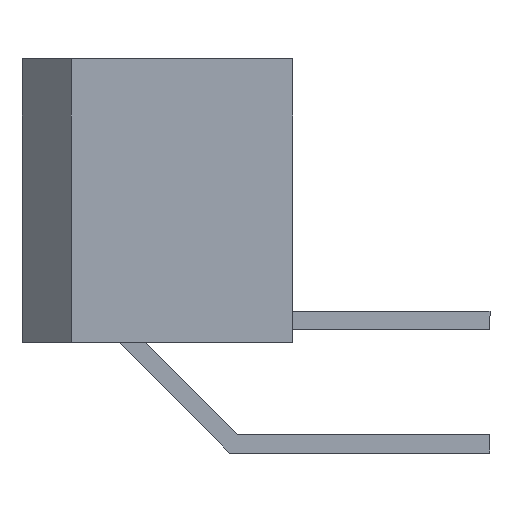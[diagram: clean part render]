
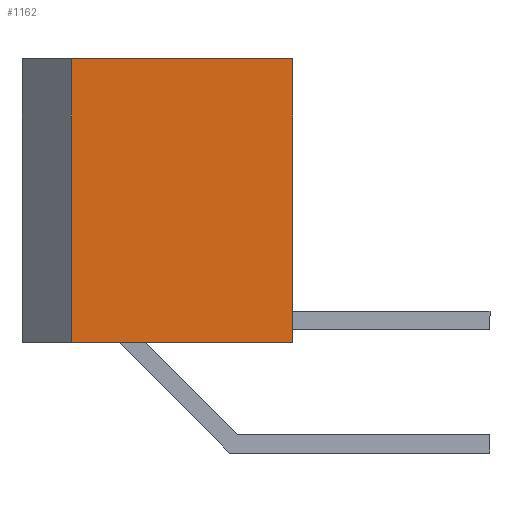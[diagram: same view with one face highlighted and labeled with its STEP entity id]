
A CAD part, left-side view. The second image highlights one B-rep face of the part: STEP entity #1162.
In plain terms, the highlighted planar face has unit normal (-1, 0, 0).
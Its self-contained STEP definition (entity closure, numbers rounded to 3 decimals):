
#131 = ORIENTED_EDGE ( 'NONE', *, *, #847, .F. ) ;
#736 = ORIENTED_EDGE ( 'NONE', *, *, #1170, .F. ) ;
#758 = EDGE_CURVE ( 'NONE', #1175, #823, #3234, .T. ) ;
#766 = ORIENTED_EDGE ( 'NONE', *, *, #784, .F. ) ;
#774 = ORIENTED_EDGE ( 'NONE', *, *, #758, .T. ) ;
#784 = EDGE_CURVE ( 'NONE', #1169, #851, #3293, .T. ) ;
#823 = VERTEX_POINT ( 'NONE', #3345 ) ;
#847 = EDGE_CURVE ( 'NONE', #851, #823, #3407, .T. ) ;
#851 = VERTEX_POINT ( 'NONE', #3403 ) ;
#1161 = EDGE_LOOP ( 'NONE', ( #736, #774, #131, #766 ) ) ;
#1162 = ADVANCED_FACE ( 'NONE', ( #4360 ), #4397, .T. ) ;
#1169 = VERTEX_POINT ( 'NONE', #4425 ) ;
#1170 = EDGE_CURVE ( 'NONE', #1175, #1169, #4424, .T. ) ;
#1175 = VERTEX_POINT ( 'NONE', #4414 ) ;
#3231 = DIRECTION ( 'NONE',  ( 0., 0., -1. ) ) ;
#3232 = VECTOR ( 'NONE', #3231, 1000. ) ;
#3233 = CARTESIAN_POINT ( 'NONE',  ( -6.2, 4.4, -1.3 ) ) ;
#3234 = LINE ( 'NONE', #3233, #3232 ) ;
#3290 = DIRECTION ( 'NONE',  ( 0., 0., -1. ) ) ;
#3291 = VECTOR ( 'NONE', #3290, 1000. ) ;
#3292 = CARTESIAN_POINT ( 'NONE',  ( -6.2, 0.8, 3.3 ) ) ;
#3293 = LINE ( 'NONE', #3292, #3291 ) ;
#3345 = CARTESIAN_POINT ( 'NONE',  ( -6.2, 4.4, -1.3 ) ) ;
#3403 = CARTESIAN_POINT ( 'NONE',  ( -6.2, 0.8, -1.3 ) ) ;
#3404 = DIRECTION ( 'NONE',  ( 0., 1., 0. ) ) ;
#3405 = VECTOR ( 'NONE', #3404, 1000. ) ;
#3406 = CARTESIAN_POINT ( 'NONE',  ( -6.2, 1.5, -1.3 ) ) ;
#3407 = LINE ( 'NONE', #3406, #3405 ) ;
#4360 = FACE_OUTER_BOUND ( 'NONE', #1161, .T. ) ;
#4392 = DIRECTION ( 'NONE',  ( 0., -1., 0. ) ) ;
#4393 = DIRECTION ( 'NONE',  ( -1., 0., 0. ) ) ;
#4394 = CARTESIAN_POINT ( 'NONE',  ( -6.2, 1.5, 3.3 ) ) ;
#4395 = AXIS2_PLACEMENT_3D ( 'NONE', #4394, #4393, #4392 ) ;
#4397 = PLANE ( 'NONE',  #4395 ) ;
#4414 = CARTESIAN_POINT ( 'NONE',  ( -6.2, 4.4, 3.3 ) ) ;
#4421 = DIRECTION ( 'NONE',  ( 0., -1., 0. ) ) ;
#4422 = VECTOR ( 'NONE', #4421, 1000. ) ;
#4423 = CARTESIAN_POINT ( 'NONE',  ( -6.2, 1.5, 3.3 ) ) ;
#4424 = LINE ( 'NONE', #4423, #4422 ) ;
#4425 = CARTESIAN_POINT ( 'NONE',  ( -6.2, 0.8, 3.3 ) ) ;
